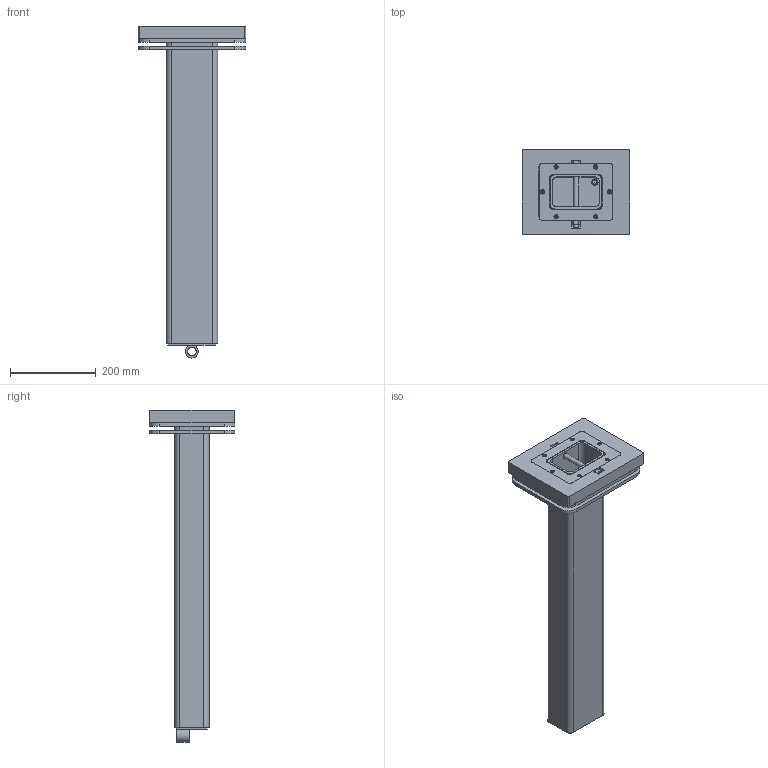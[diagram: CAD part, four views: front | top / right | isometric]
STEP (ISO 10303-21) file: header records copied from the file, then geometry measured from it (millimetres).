
FILE_DESCRIPTION(/* description */ (''),/* implementation_level */ '2;1');
FILE_NAME(/* name */ 'BWC 55-740-1 Komplett ytterrør.stp',/* time_stamp */ '2016-06-08T14:02:56+02:00',/* author */ ('OEM'),/* organization */ (''),/* preprocessor_version */ 'ST-DEVELOPER v15.2',/* originating_system */ 'Autodesk Inventor 2014',/* authorisation */ '');
FILE_SCHEMA (('CONFIG_CONTROL_DESIGN'));
Length unit declared in the file: millimetre
Products named in the file (12): BWC 55-740-1-1 Ytterrør; BWC 40-265-1-2 Flens til ytterrør; BWC 40-265-1-3 Bakplate; BWC 40-265-1-4 Klemflens; BWC 40-265-1-5 Låseflens ; BWC 40-265-1-6 Skrue DIN 933-M12x150; BWC 40-265-1-7 Mutter DIN 934-M12x1,75; BWC 40-265-1-8 Settskrue DIN 913-M10x30; BWC 40-265-1-9 Distanseplate EV50; Platepropp Ø12; BWC 55-740-1-13 Emnesrør; BWC 55-740-1 Komplett ytterrør
Bounding box: 250 x 200 x 773 mm (x, y, z)
Volume: 3044045.4 mm3; surface area: 892195.4 mm2
Topology: 16 solids, 16 shells, 240 faces, 588 edges, 382 vertices
Faces by surface type: plane 136, cylinder 73, cone 30, bspline 1
Full cylindrical faces by diameter (mm): 8.5 x6, 10 x7, 10.106 x1, 11.053 x1, 12 x3, 13 x2, 14 x2, 17.2 x1, 20 x1, 30 x1
Entity records: 5618 total; most frequent: CARTESIAN_POINT 1012, DIRECTION 954, ORIENTED_EDGE 842, EDGE_CURVE 421, AXIS2_PLACEMENT_3D 357, VERTEX_POINT 295, EDGE_LOOP 248, LINE 240
